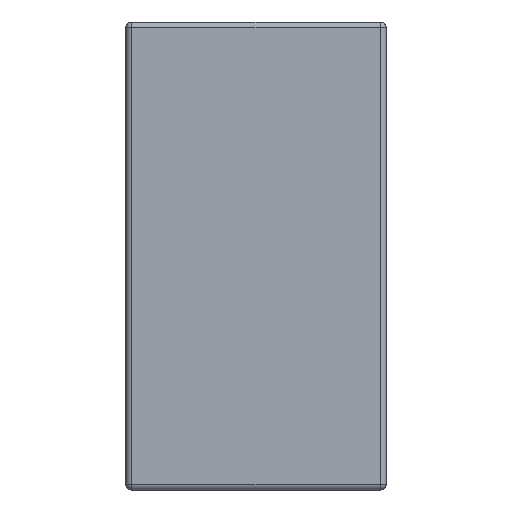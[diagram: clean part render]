
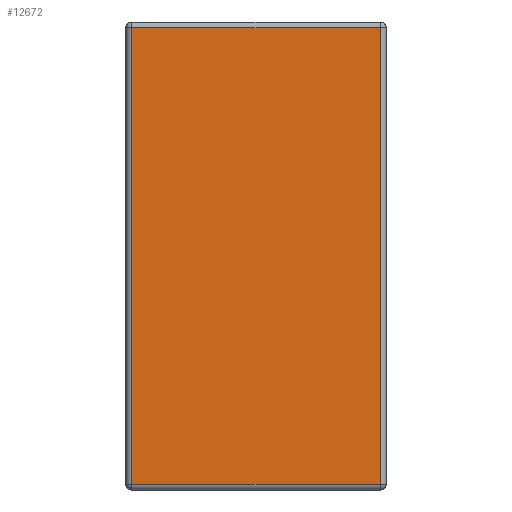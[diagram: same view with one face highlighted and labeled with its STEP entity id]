
A CAD part, left-side view. The second image highlights one B-rep face of the part: STEP entity #12672.
In plain terms, the highlighted planar face has unit normal (-1, 0, 0).
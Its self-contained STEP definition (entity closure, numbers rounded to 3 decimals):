
#3716=DIRECTION('',(0.,0.,-1.));
#3717=VECTOR('',#3716,3.12);
#3718=CARTESIAN_POINT('',(-2.25,0.04,1.56));
#3719=LINE('',#3718,#3717);
#3723=DIRECTION('',(0.,1.,0.));
#3724=VECTOR('',#3723,1.7);
#3725=CARTESIAN_POINT('',(-2.25,0.04,-1.56));
#3726=LINE('',#3725,#3724);
#3730=DIRECTION('',(0.,0.,1.));
#3731=VECTOR('',#3730,3.12);
#3732=CARTESIAN_POINT('',(-2.25,1.74,-1.56));
#3733=LINE('',#3732,#3731);
#3737=DIRECTION('',(0.,-1.,0.));
#3738=VECTOR('',#3737,1.7);
#3739=CARTESIAN_POINT('',(-2.25,1.74,1.56));
#3740=LINE('',#3739,#3738);
#6096=CARTESIAN_POINT('',(-2.25,0.04,1.56));
#6097=CARTESIAN_POINT('',(-2.25,0.04,-1.56));
#6098=VERTEX_POINT('',#6096);
#6099=VERTEX_POINT('',#6097);
#6104=CARTESIAN_POINT('',(-2.25,1.74,-1.56));
#6105=VERTEX_POINT('',#6104);
#6110=CARTESIAN_POINT('',(-2.25,1.74,1.56));
#6111=VERTEX_POINT('',#6110);
#12660=CARTESIAN_POINT('',(-2.25,0.,-1.6));
#12661=DIRECTION('',(-1.,0.,0.));
#12662=DIRECTION('',(0.,0.,1.));
#12663=AXIS2_PLACEMENT_3D('',#12660,#12661,#12662);
#12664=PLANE('',#12663);
#12666=ORIENTED_EDGE('',*,*,#12665,.T.);
#12667=ORIENTED_EDGE('',*,*,#11587,.T.);
#12668=ORIENTED_EDGE('',*,*,#12642,.T.);
#12669=ORIENTED_EDGE('',*,*,#10331,.T.);
#12670=EDGE_LOOP('',(#12666,#12667,#12668,#12669));
#12671=FACE_OUTER_BOUND('',#12670,.F.);
#12672=ADVANCED_FACE('',(#12671),#12664,.T.);
#10331=EDGE_CURVE('',#6111,#6098,#3740,.T.);
#11587=EDGE_CURVE('',#6099,#6105,#3726,.T.);
#12642=EDGE_CURVE('',#6105,#6111,#3733,.T.);
#12665=EDGE_CURVE('',#6098,#6099,#3719,.T.);
